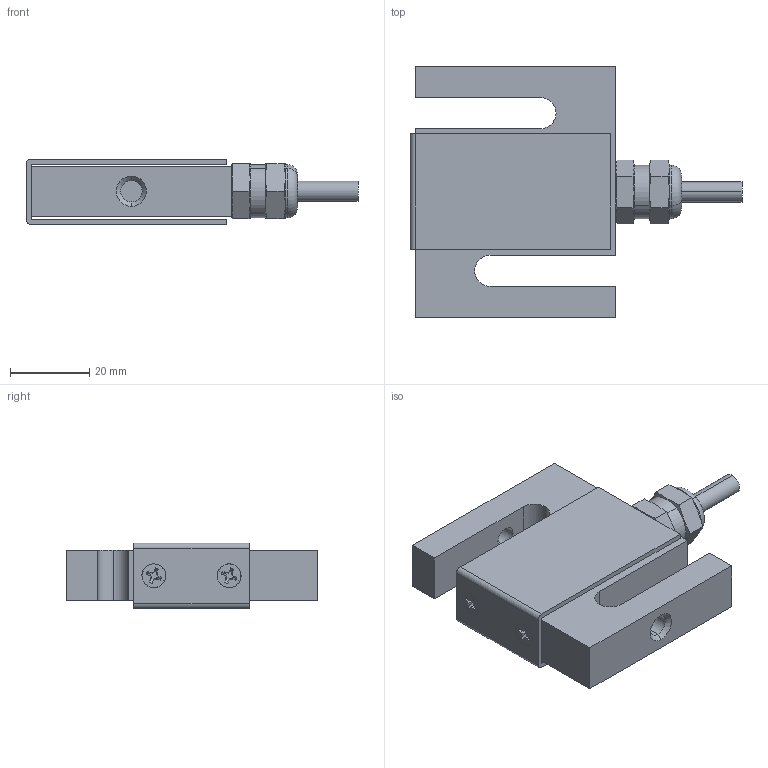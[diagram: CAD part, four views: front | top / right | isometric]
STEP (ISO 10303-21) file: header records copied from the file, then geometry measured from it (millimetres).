
FILE_DESCRIPTION (( 'STEP AP214' ), '1' );
FILE_NAME ('ZD1-C-200 to 250 X1 (STEP).STEP', '2021-07-30T22:32:15', ( '' ), ( '' ), 'SwSTEP 2.0', 'SolidWorks 2021', '' );
FILE_SCHEMA (( 'AUTOMOTIVE_DESIGN' ));
Length unit declared in the file: inch
Products named in the file (1): ZD1-C-200 to 250 X1 (STEP)
Bounding box: 84.01 x 63.5 x 16.64 mm (x, y, z)
Volume: 40817.2 mm3; surface area: 21402.4 mm2
Topology: 7 solids, 7 shells, 278 faces, 1165 edges, 988 vertices
Faces by surface type: plane 169, cylinder 55, cone 46, bspline 6, torus 2
Entity records: 22151 total; most frequent: CARTESIAN_POINT 9106, ORIENTED_EDGE 2322, DIRECTION 1403, EDGE_CURVE 1161, VERTEX_POINT 988, VECTOR 617, LINE 617, AXIS2_PLACEMENT_3D 393
